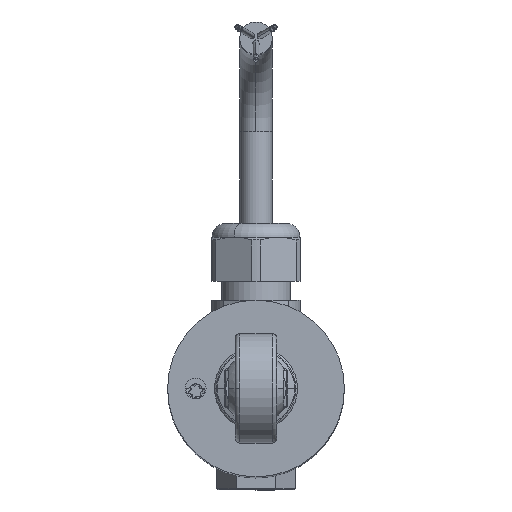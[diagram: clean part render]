
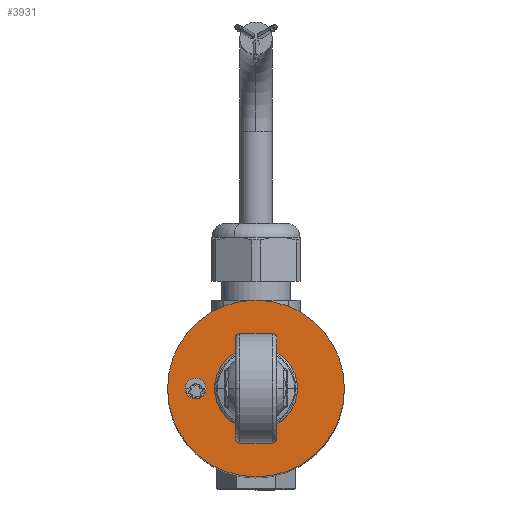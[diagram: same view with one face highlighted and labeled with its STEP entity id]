
A CAD part, top view. The second image highlights one B-rep face of the part: STEP entity #3931.
In plain terms, the highlighted planar face has unit normal (0, 0, 1).
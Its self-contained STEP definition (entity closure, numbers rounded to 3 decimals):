
#14 = EDGE_LOOP ( 'NONE', ( #28916, #37660 ) ) ;
#741 = VERTEX_POINT ( 'NONE', #20492 ) ;
#1164 = CIRCLE ( 'NONE', #19319, 2.25 ) ;
#1940 = CIRCLE ( 'NONE', #27763, 2.25 ) ;
#3931 = ADVANCED_FACE ( 'NONE', ( #19452, #19490, #19365 ), #20860, .F. ) ;
#3934 = VERTEX_POINT ( 'NONE', #14008 ) ;
#4788 = DIRECTION ( 'NONE',  ( -1., 0., 0. ) ) ;
#4923 = DIRECTION ( 'NONE',  ( 0., 0., -1. ) ) ;
#5082 = CARTESIAN_POINT ( 'NONE',  ( -13., 0., 313.57 ) ) ;
#6374 = VERTEX_POINT ( 'NONE', #29095 ) ;
#6407 = EDGE_CURVE ( 'NONE', #30936, #3934, #1164, .T. ) ;
#6600 = EDGE_CURVE ( 'NONE', #30545, #6374, #23421, .T. ) ;
#7520 = DIRECTION ( 'NONE',  ( 0., 0., -1. ) ) ;
#7841 = CARTESIAN_POINT ( 'NONE',  ( 0., 0., 313.57 ) ) ;
#8079 = EDGE_CURVE ( 'NONE', #11880, #27393, #9698, .T. ) ;
#8105 = AXIS2_PLACEMENT_3D ( 'NONE', #31874, #12121, #35145 ) ;
#9506 = EDGE_CURVE ( 'NONE', #24597, #11880, #10543, .T. ) ;
#9606 = DIRECTION ( 'NONE',  ( 0., 1., 0. ) ) ;
#9615 = CARTESIAN_POINT ( 'NONE',  ( -4.3, 2.552, 313.57 ) ) ;
#9688 = CARTESIAN_POINT ( 'NONE',  ( 0., 0., 313.57 ) ) ;
#9698 = LINE ( 'NONE', #9615, #27220 ) ;
#10155 = DIRECTION ( 'NONE',  ( -1., 0., 0. ) ) ;
#10266 = VECTOR ( 'NONE', #42818, 1000. ) ;
#10295 = DIRECTION ( 'NONE',  ( 0., 0., -1. ) ) ;
#10543 = CIRCLE ( 'NONE', #24939, 5. ) ;
#10652 = CARTESIAN_POINT ( 'NONE',  ( 0., 19.05, 313.57 ) ) ;
#11290 = LINE ( 'NONE', #39518, #10266 ) ;
#11323 = EDGE_CURVE ( 'NONE', #6374, #30545, #31531, .T. ) ;
#11880 = VERTEX_POINT ( 'NONE', #36371 ) ;
#12121 = DIRECTION ( 'NONE',  ( 0., 0., -1. ) ) ;
#12374 = CARTESIAN_POINT ( 'NONE',  ( 0., 0., 313.57 ) ) ;
#13009 = DIRECTION ( 'NONE',  ( -1., 0., 0. ) ) ;
#13135 = DIRECTION ( 'NONE',  ( 0., 0., -1. ) ) ;
#13182 = AXIS2_PLACEMENT_3D ( 'NONE', #9688, #32721, #13009 ) ;
#14008 = CARTESIAN_POINT ( 'NONE',  ( -10.75, 0., 313.57 ) ) ;
#15660 = DIRECTION ( 'NONE',  ( -1., 0., 0. ) ) ;
#17576 = CIRCLE ( 'NONE', #8105, 5. ) ;
#18395 = EDGE_LOOP ( 'NONE', ( #30491, #23628, #22751, #24343 ) ) ;
#19319 = AXIS2_PLACEMENT_3D ( 'NONE', #5082, #4923, #4788 ) ;
#19365 = FACE_OUTER_BOUND ( 'NONE', #35538, .T. ) ;
#19452 = FACE_BOUND ( 'NONE', #14, .T. ) ;
#19490 = FACE_BOUND ( 'NONE', #18395, .T. ) ;
#20492 = CARTESIAN_POINT ( 'NONE',  ( 4.3, 2.552, 313.57 ) ) ;
#20860 = PLANE ( 'NONE',  #22308 ) ;
#22308 = AXIS2_PLACEMENT_3D ( 'NONE', #10652, #10295, #10155 ) ;
#22751 = ORIENTED_EDGE ( 'NONE', *, *, #37343, .T. ) ;
#22913 = AXIS2_PLACEMENT_3D ( 'NONE', #7841, #7520, #24058 ) ;
#23421 = CIRCLE ( 'NONE', #22913, 19.05 ) ;
#23628 = ORIENTED_EDGE ( 'NONE', *, *, #40359, .T. ) ;
#24058 = DIRECTION ( 'NONE',  ( -1., 0., 0. ) ) ;
#24343 = ORIENTED_EDGE ( 'NONE', *, *, #9506, .T. ) ;
#24597 = VERTEX_POINT ( 'NONE', #39892 ) ;
#24939 = AXIS2_PLACEMENT_3D ( 'NONE', #12374, #35365, #15660 ) ;
#25923 = ORIENTED_EDGE ( 'NONE', *, *, #6600, .F. ) ;
#27220 = VECTOR ( 'NONE', #9606, 1000. ) ;
#27393 = VERTEX_POINT ( 'NONE', #31062 ) ;
#27763 = AXIS2_PLACEMENT_3D ( 'NONE', #32832, #13135, #36129 ) ;
#28916 = ORIENTED_EDGE ( 'NONE', *, *, #6407, .T. ) ;
#29095 = CARTESIAN_POINT ( 'NONE',  ( -19.05, 0., 313.57 ) ) ;
#30491 = ORIENTED_EDGE ( 'NONE', *, *, #8079, .T. ) ;
#30545 = VERTEX_POINT ( 'NONE', #39444 ) ;
#30936 = VERTEX_POINT ( 'NONE', #32485 ) ;
#31062 = CARTESIAN_POINT ( 'NONE',  ( -4.3, 2.552, 313.57 ) ) ;
#31531 = CIRCLE ( 'NONE', #13182, 19.05 ) ;
#31874 = CARTESIAN_POINT ( 'NONE',  ( 0., 0., 313.57 ) ) ;
#32485 = CARTESIAN_POINT ( 'NONE',  ( -15.25, 0., 313.57 ) ) ;
#32721 = DIRECTION ( 'NONE',  ( 0., 0., -1. ) ) ;
#32832 = CARTESIAN_POINT ( 'NONE',  ( -13., 0., 313.57 ) ) ;
#33775 = ORIENTED_EDGE ( 'NONE', *, *, #11323, .F. ) ;
#35145 = DIRECTION ( 'NONE',  ( -1., 0., 0. ) ) ;
#35365 = DIRECTION ( 'NONE',  ( 0., 0., -1. ) ) ;
#35538 = EDGE_LOOP ( 'NONE', ( #33775, #25923 ) ) ;
#36129 = DIRECTION ( 'NONE',  ( -1., 0., 0. ) ) ;
#36371 = CARTESIAN_POINT ( 'NONE',  ( -4.3, -2.552, 313.57 ) ) ;
#37343 = EDGE_CURVE ( 'NONE', #741, #24597, #11290, .T. ) ;
#37660 = ORIENTED_EDGE ( 'NONE', *, *, #41099, .T. ) ;
#39444 = CARTESIAN_POINT ( 'NONE',  ( 19.05, 0., 313.57 ) ) ;
#39518 = CARTESIAN_POINT ( 'NONE',  ( 4.3, 2.552, 313.57 ) ) ;
#39892 = CARTESIAN_POINT ( 'NONE',  ( 4.3, -2.552, 313.57 ) ) ;
#40359 = EDGE_CURVE ( 'NONE', #27393, #741, #17576, .T. ) ;
#41099 = EDGE_CURVE ( 'NONE', #3934, #30936, #1940, .T. ) ;
#42818 = DIRECTION ( 'NONE',  ( 0., -1., 0. ) ) ;
